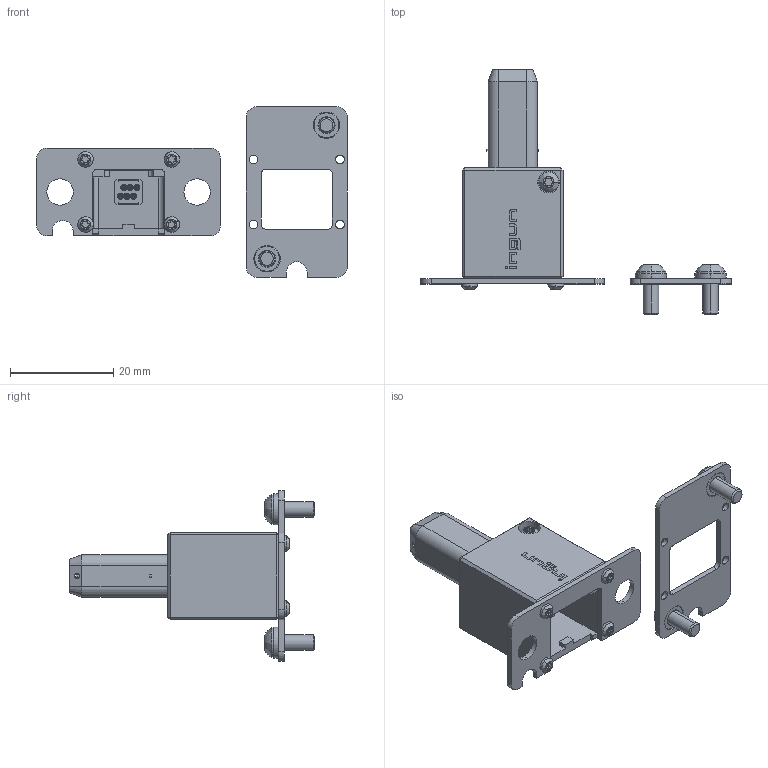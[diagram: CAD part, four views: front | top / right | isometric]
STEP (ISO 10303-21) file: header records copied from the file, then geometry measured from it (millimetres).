
FILE_DESCRIPTION (( 'STEP AP203' ), '1' );
FILE_NAME ('INGUN_114727.STEP', '2023-02-15T15:12:20', ( '' ), ( '' ), 'SwSTEP 2.0', 'SolidWorks 2021', '' );
FILE_SCHEMA (( 'CONFIG_CONTROL_DESIGN' ));
Length unit declared in the file: millimetre
Products named in the file (1): INGUN_114727
Bounding box: 60 x 47.4 x 33 mm (x, y, z)
Volume: 7168.2 mm3; surface area: 6853.1 mm2
Topology: 11 solids, 13 shells, 715 faces, 1921 edges, 1207 vertices
Faces by surface type: cylinder 340, plane 239, cone 96, bspline 40
Entity records: 22800 total; most frequent: CARTESIAN_POINT 4507, DIRECTION 4068, ORIENTED_EDGE 3722, EDGE_CURVE 1861, AXIS2_PLACEMENT_3D 1566, VERTEX_POINT 1207, LINE 936, VECTOR 936
